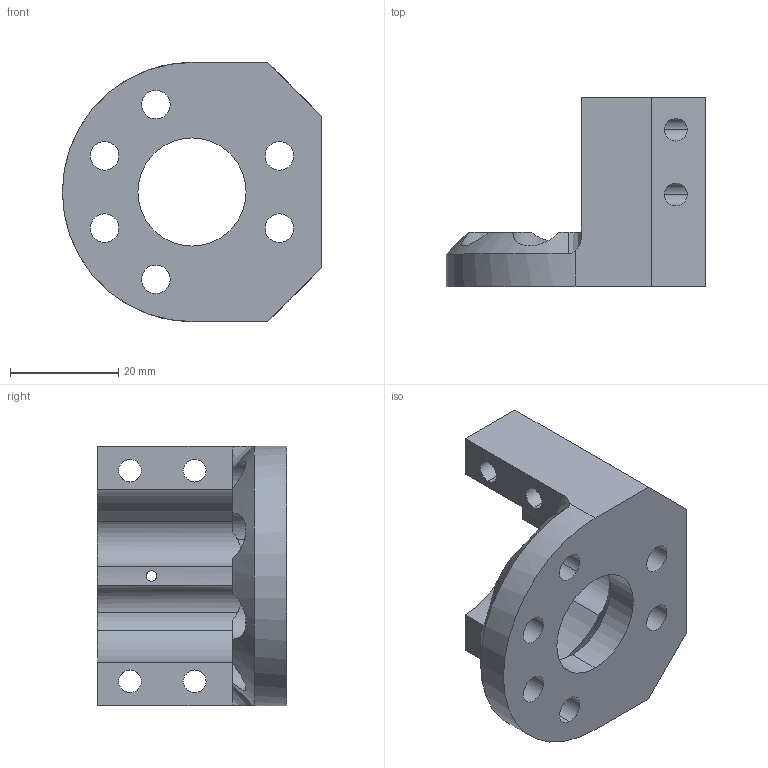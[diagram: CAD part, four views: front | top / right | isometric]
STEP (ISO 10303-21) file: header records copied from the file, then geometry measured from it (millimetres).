
FILE_DESCRIPTION (( 'STEP AP203' ), '1' );
FILE_NAME ('Output In-Line Tube Adapter.step_Default_sldprt.STEP', '2022-11-09T04:42:26', ( '' ), ( '' ), 'SwSTEP 2.0', 'SolidWorks 2022', '' );
FILE_SCHEMA (( 'CONFIG_CONTROL_DESIGN' ));
Length unit declared in the file: millimetre
Products named in the file (1): Output In-Line Tube Adapter.step_Default_sldprt
Bounding box: 48 x 35 x 48 mm (x, y, z)
Volume: 24061.4 mm3; surface area: 11355 mm2
Topology: 1 solids, 1 shells, 66 faces, 193 edges, 128 vertices
Faces by surface type: cylinder 40, plane 21, cone 3, bspline 2
Entity records: 2902 total; most frequent: CARTESIAN_POINT 1029, ORIENTED_EDGE 386, DIRECTION 372, EDGE_CURVE 193, AXIS2_PLACEMENT_3D 152, VERTEX_POINT 128, EDGE_LOOP 89, CIRCLE 87
